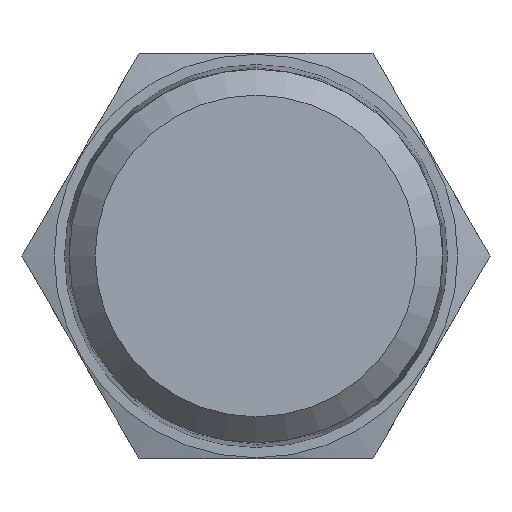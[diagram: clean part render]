
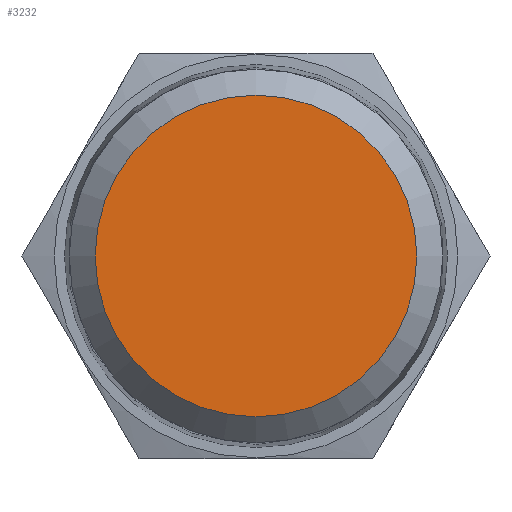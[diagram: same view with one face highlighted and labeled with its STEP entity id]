
A CAD part, left-side view. The second image highlights one B-rep face of the part: STEP entity #3232.
In plain terms, the highlighted planar face has unit normal (-1, 0, 0).
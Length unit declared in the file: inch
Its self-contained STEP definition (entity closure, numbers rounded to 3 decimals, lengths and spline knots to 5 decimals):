
#3189=CARTESIAN_POINT('',(-0.75,0.,0.44654));
#3190=VERTEX_POINT('',#3189);
#3191=CARTESIAN_POINT('',(-0.75,0.,0.0));
#3192=DIRECTION('',(1.0,0.0,0.0));
#3193=DIRECTION('',(0.0,0.0,-1.0));
#3194=AXIS2_PLACEMENT_3D('',#3191,#3192,#3193);
#3195=CIRCLE('',#3194,0.44654);
#3196=EDGE_CURVE('',#3190,#3190,#3195,.T.);
#3224=CARTESIAN_POINT('',(-0.75,0.,0.0));
#3225=DIRECTION('',(1.0,0.0,0.0));
#3226=DIRECTION('',(0.0,0.0,-1.0));
#3227=AXIS2_PLACEMENT_3D('',#3224,#3225,#3226);
#3228=PLANE('',#3227);
#3229=ORIENTED_EDGE('',*,*,#3196,.F.);
#3230=EDGE_LOOP('',(#3229));
#3231=FACE_OUTER_BOUND('',#3230,.T.);
#3232=ADVANCED_FACE('',(#3231),#3228,.F.);
